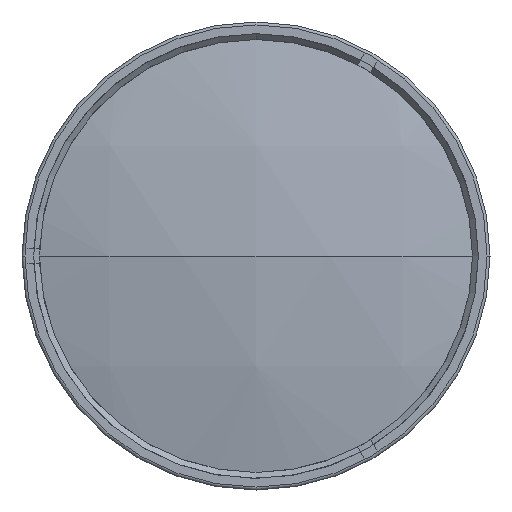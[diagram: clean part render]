
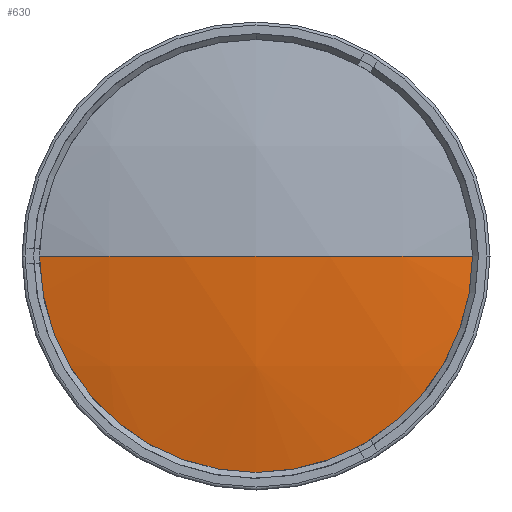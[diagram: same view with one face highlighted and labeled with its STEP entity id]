
A CAD part, left-side view. The second image highlights one B-rep face of the part: STEP entity #630.
In plain terms, the highlighted spherical face has radius 161 mm.
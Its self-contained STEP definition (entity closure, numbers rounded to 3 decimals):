
#40 = VERTEX_POINT ( 'NONE', #3368 ) ;
#45 = DIRECTION ( 'NONE',  ( 0., 0., 1. ) ) ;
#86 = EDGE_LOOP ( 'NONE', ( #4593, #663, #4277 ) ) ;
#171 = CARTESIAN_POINT ( 'NONE',  ( -4.23, 0., 0. ) ) ;
#244 = VERTEX_POINT ( 'NONE', #5308 ) ;
#483 = EDGE_CURVE ( 'NONE', #3006, #244, #2979, .T. ) ;
#623 = DIRECTION ( 'NONE',  ( 0., 1., 0. ) ) ;
#630 = ADVANCED_FACE ( 'NONE', ( #5559 ), #1869, .T. ) ;
#663 = ORIENTED_EDGE ( 'NONE', *, *, #4415, .T. ) ;
#1015 = CARTESIAN_POINT ( 'NONE',  ( -4.23, 0., 0. ) ) ;
#1532 = CIRCLE ( 'NONE', #2583, 161. ) ;
#1869 = SPHERICAL_SURFACE ( 'NONE', #3877, 161. ) ;
#2546 = AXIS2_PLACEMENT_3D ( 'NONE', #1015, #5353, #2641 ) ;
#2583 = AXIS2_PLACEMENT_3D ( 'NONE', #171, #3472, #623 ) ;
#2641 = DIRECTION ( 'NONE',  ( 0., -1., 0. ) ) ;
#2785 = EDGE_CURVE ( 'NONE', #3006, #40, #3017, .T. ) ;
#2892 = DIRECTION ( 'NONE',  ( -1., 0., 0. ) ) ;
#2979 = CIRCLE ( 'NONE', #2546, 161. ) ;
#3006 = VERTEX_POINT ( 'NONE', #3727 ) ;
#3017 = CIRCLE ( 'NONE', #4234, 37.5 ) ;
#3368 = CARTESIAN_POINT ( 'NONE',  ( -160.802, -37.5, 0. ) ) ;
#3472 = DIRECTION ( 'NONE',  ( 0., 0., -1. ) ) ;
#3561 = CARTESIAN_POINT ( 'NONE',  ( -4.23, 0., 0. ) ) ;
#3727 = CARTESIAN_POINT ( 'NONE',  ( -160.802, 37.5, 0. ) ) ;
#3877 = AXIS2_PLACEMENT_3D ( 'NONE', #3561, #5765, #5746 ) ;
#4234 = AXIS2_PLACEMENT_3D ( 'NONE', #5558, #2892, #45 ) ;
#4277 = ORIENTED_EDGE ( 'NONE', *, *, #483, .F. ) ;
#4415 = EDGE_CURVE ( 'NONE', #40, #244, #1532, .T. ) ;
#4593 = ORIENTED_EDGE ( 'NONE', *, *, #2785, .T. ) ;
#5308 = CARTESIAN_POINT ( 'NONE',  ( -165.23, 0., 0. ) ) ;
#5353 = DIRECTION ( 'NONE',  ( 0., 0., 1. ) ) ;
#5558 = CARTESIAN_POINT ( 'NONE',  ( -160.802, 0., 0. ) ) ;
#5559 = FACE_OUTER_BOUND ( 'NONE', #86, .T. ) ;
#5746 = DIRECTION ( 'NONE',  ( 0., 1., 0. ) ) ;
#5765 = DIRECTION ( 'NONE',  ( 0., 0., -1. ) ) ;
